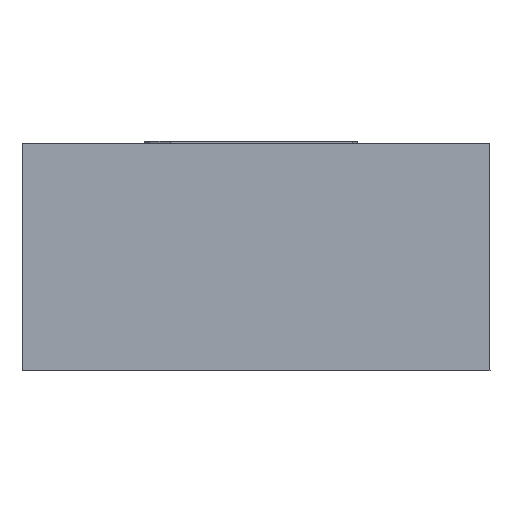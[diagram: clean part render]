
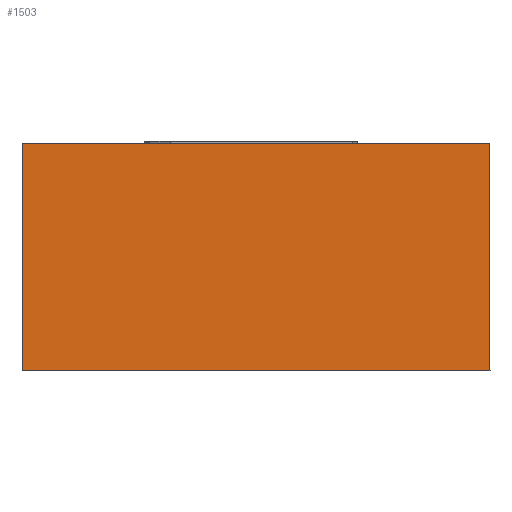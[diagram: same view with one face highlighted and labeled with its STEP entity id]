
A CAD part, left-side view. The second image highlights one B-rep face of the part: STEP entity #1503.
In plain terms, the highlighted planar face has unit normal (-1, 0, 0).
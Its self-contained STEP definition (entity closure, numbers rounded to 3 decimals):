
#155=FACE_OUTER_BOUND('',#240,.T.);
#240=EDGE_LOOP('',(#1043,#1044,#1045,#1046));
#340=LINE('',#1996,#505);
#345=LINE('',#2006,#510);
#346=LINE('',#2008,#511);
#347=LINE('',#2009,#512);
#505=VECTOR('',#1697,1000.);
#510=VECTOR('',#1706,1000.);
#511=VECTOR('',#1707,1000.);
#512=VECTOR('',#1708,1000.);
#666=VERTEX_POINT('',#1993);
#667=VERTEX_POINT('',#1995);
#670=VERTEX_POINT('',#2005);
#671=VERTEX_POINT('',#2007);
#812=EDGE_CURVE('',#667,#666,#340,.T.);
#817=EDGE_CURVE('',#670,#667,#345,.T.);
#818=EDGE_CURVE('',#671,#666,#346,.T.);
#819=EDGE_CURVE('',#671,#670,#347,.T.);
#1043=ORIENTED_EDGE('',*,*,#817,.T.);
#1044=ORIENTED_EDGE('',*,*,#812,.T.);
#1045=ORIENTED_EDGE('',*,*,#818,.F.);
#1046=ORIENTED_EDGE('',*,*,#819,.T.);
#1442=PLANE('',#1606);
#1503=ADVANCED_FACE('',(#155),#1442,.T.);
#1606=AXIS2_PLACEMENT_3D('',#2004,#1704,#1705);
#1697=DIRECTION('',(0.,0.,1.));
#1704=DIRECTION('center_axis',(-1.,0.,0.));
#1705=DIRECTION('ref_axis',(0.,0.,1.));
#1706=DIRECTION('',(0.,-1.,0.));
#1707=DIRECTION('',(0.,-1.,0.));
#1708=DIRECTION('',(0.,0.,-1.));
#1993=CARTESIAN_POINT('',(-1.675,0.,0.865));
#1995=CARTESIAN_POINT('',(-1.675,0.,-0.865));
#1996=CARTESIAN_POINT('',(-1.675,0.,0.865));
#2004=CARTESIAN_POINT('Origin',(-1.675,0.84,0.865));
#2005=CARTESIAN_POINT('',(-1.675,0.84,-0.865));
#2006=CARTESIAN_POINT('',(-1.675,0.84,-0.865));
#2007=CARTESIAN_POINT('',(-1.675,0.84,0.865));
#2008=CARTESIAN_POINT('',(-1.675,0.84,0.865));
#2009=CARTESIAN_POINT('',(-1.675,0.84,0.865));
